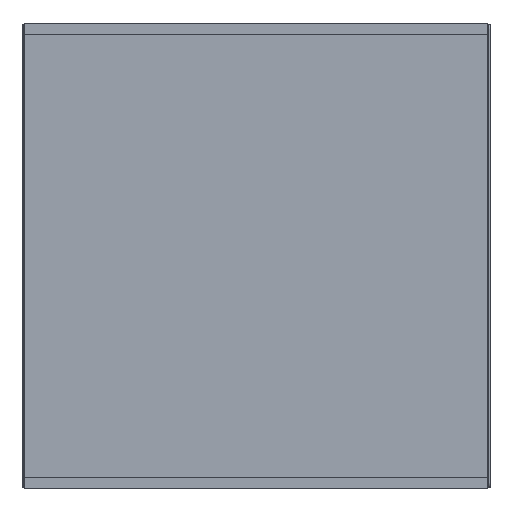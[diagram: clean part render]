
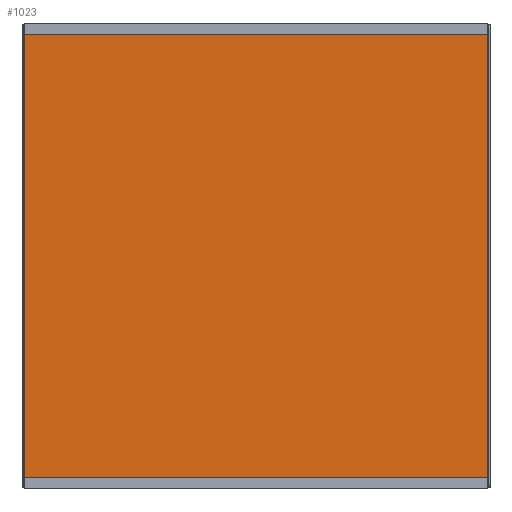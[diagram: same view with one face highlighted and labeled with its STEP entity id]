
A CAD part, front view. The second image highlights one B-rep face of the part: STEP entity #1023.
In plain terms, the highlighted planar face has unit normal (0, -1, 0).
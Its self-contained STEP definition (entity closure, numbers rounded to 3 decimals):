
#27 = DIRECTION ( 'NONE',  ( 0., -1., 0. ) ) ;
#104 = CARTESIAN_POINT ( 'NONE',  ( 250.5, -1.5, -239.54 ) ) ;
#209 = ORIENTED_EDGE ( 'NONE', *, *, #2942, .F. ) ;
#217 = VERTEX_POINT ( 'NONE', #1649 ) ;
#236 = AXIS2_PLACEMENT_3D ( 'NONE', #1789, #27, #2621 ) ;
#324 = DIRECTION ( 'NONE',  ( 0., 0., 1. ) ) ;
#395 = CARTESIAN_POINT ( 'NONE',  ( 0., -1.5, 239.54 ) ) ;
#606 = CARTESIAN_POINT ( 'NONE',  ( 0., -1.5, -239.54 ) ) ;
#629 = ORIENTED_EDGE ( 'NONE', *, *, #3346, .F. ) ;
#646 = DIRECTION ( 'NONE',  ( -1., 0., 0. ) ) ;
#815 = VECTOR ( 'NONE', #1574, 1000. ) ;
#857 = LINE ( 'NONE', #395, #815 ) ;
#1023 = ADVANCED_FACE ( 'NONE', ( #2605 ), #2352, .T. ) ;
#1240 = LINE ( 'NONE', #606, #3488 ) ;
#1552 = ORIENTED_EDGE ( 'NONE', *, *, #3165, .F. ) ;
#1574 = DIRECTION ( 'NONE',  ( 1., 0., 0. ) ) ;
#1619 = CARTESIAN_POINT ( 'NONE',  ( -250.5, -1.5, -239.54 ) ) ;
#1649 = CARTESIAN_POINT ( 'NONE',  ( 250.5, -1.5, 239.54 ) ) ;
#1789 = CARTESIAN_POINT ( 'NONE',  ( 0., -1.5, 0. ) ) ;
#1816 = VERTEX_POINT ( 'NONE', #104 ) ;
#2019 = VECTOR ( 'NONE', #3459, 1000. ) ;
#2078 = CARTESIAN_POINT ( 'NONE',  ( -250.5, -1.5, 250. ) ) ;
#2132 = CARTESIAN_POINT ( 'NONE',  ( -250.5, -1.5, 239.54 ) ) ;
#2160 = ORIENTED_EDGE ( 'NONE', *, *, #2754, .F. ) ;
#2219 = LINE ( 'NONE', #2578, #2019 ) ;
#2352 = PLANE ( 'NONE',  #236 ) ;
#2460 = VERTEX_POINT ( 'NONE', #1619 ) ;
#2479 = VECTOR ( 'NONE', #324, 1000. ) ;
#2500 = EDGE_LOOP ( 'NONE', ( #2160, #209, #629, #1552 ) ) ;
#2570 = LINE ( 'NONE', #2078, #2479 ) ;
#2578 = CARTESIAN_POINT ( 'NONE',  ( 250.5, -1.5, 250. ) ) ;
#2605 = FACE_OUTER_BOUND ( 'NONE', #2500, .T. ) ;
#2621 = DIRECTION ( 'NONE',  ( 0., 0., -1. ) ) ;
#2754 = EDGE_CURVE ( 'NONE', #1816, #2460, #1240, .T. ) ;
#2784 = VERTEX_POINT ( 'NONE', #2132 ) ;
#2942 = EDGE_CURVE ( 'NONE', #217, #1816, #2219, .T. ) ;
#3165 = EDGE_CURVE ( 'NONE', #2460, #2784, #2570, .T. ) ;
#3346 = EDGE_CURVE ( 'NONE', #2784, #217, #857, .T. ) ;
#3459 = DIRECTION ( 'NONE',  ( 0., 0., -1. ) ) ;
#3488 = VECTOR ( 'NONE', #646, 1000. ) ;
